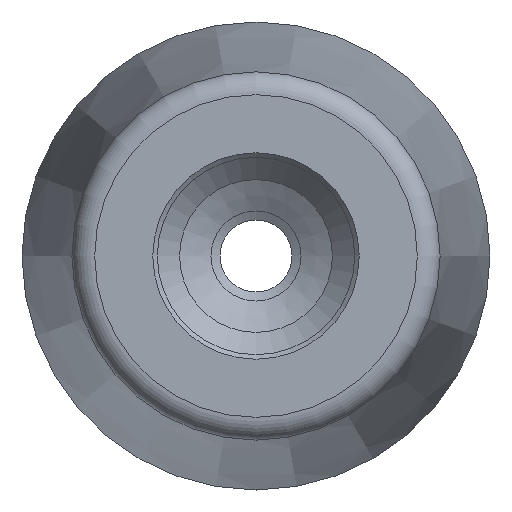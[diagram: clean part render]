
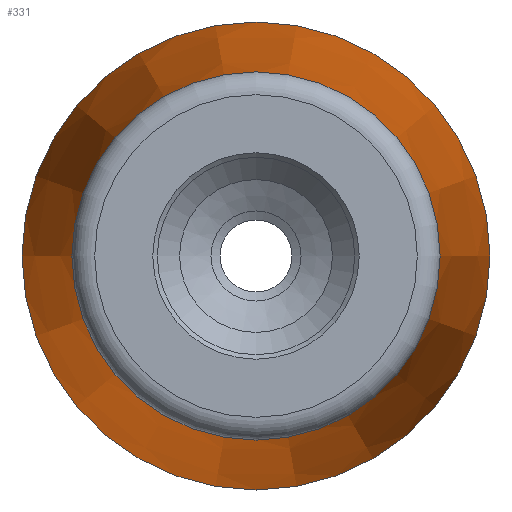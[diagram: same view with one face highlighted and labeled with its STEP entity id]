
A CAD part, left-side view. The second image highlights one B-rep face of the part: STEP entity #331.
In plain terms, the highlighted conical face has half-angle 5 degrees and reference radius 11.601 mm.
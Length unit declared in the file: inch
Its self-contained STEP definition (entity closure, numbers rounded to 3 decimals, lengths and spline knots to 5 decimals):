
#52=FACE_OUTER_BOUND('',#75,.T.);
#75=EDGE_LOOP('',(#253,#254,#255,#256));
#97=LINE('',#594,#115);
#115=VECTOR('',#473,0.45675);
#137=CIRCLE('',#381,0.401);
#138=CIRCLE('',#383,0.5125);
#164=VERTEX_POINT('',#588);
#165=VERTEX_POINT('',#592);
#194=EDGE_CURVE('',#164,#164,#137,.T.);
#196=EDGE_CURVE('',#165,#165,#138,.T.);
#197=EDGE_CURVE('',#165,#164,#97,.T.);
#253=ORIENTED_EDGE('',*,*,#196,.F.);
#254=ORIENTED_EDGE('',*,*,#197,.T.);
#255=ORIENTED_EDGE('',*,*,#194,.T.);
#256=ORIENTED_EDGE('',*,*,#197,.F.);
#317=CONICAL_SURFACE('',#382,0.45675,0.087);
#331=ADVANCED_FACE('',(#52),#317,.T.);
#381=AXIS2_PLACEMENT_3D('',#589,#466,#467);
#382=AXIS2_PLACEMENT_3D('',#591,#469,#470);
#383=AXIS2_PLACEMENT_3D('',#593,#471,#472);
#466=DIRECTION('center_axis',(1.,0.,0.));
#467=DIRECTION('ref_axis',(0.,0.,-1.));
#469=DIRECTION('center_axis',(1.,0.,0.));
#470=DIRECTION('ref_axis',(0.,1.,0.));
#471=DIRECTION('center_axis',(1.,0.,0.));
#472=DIRECTION('ref_axis',(0.,0.,-1.));
#473=DIRECTION('',(-0.996,0.087,0.));
#588=CARTESIAN_POINT('',(0.478,-0.401,0.));
#589=CARTESIAN_POINT('Origin',(0.478,0.,0.));
#591=CARTESIAN_POINT('Origin',(1.11523,0.,0.));
#592=CARTESIAN_POINT('',(1.75245,-0.5125,0.));
#593=CARTESIAN_POINT('Origin',(1.75245,0.,0.));
#594=CARTESIAN_POINT('',(1.11523,-0.45675,0.));
